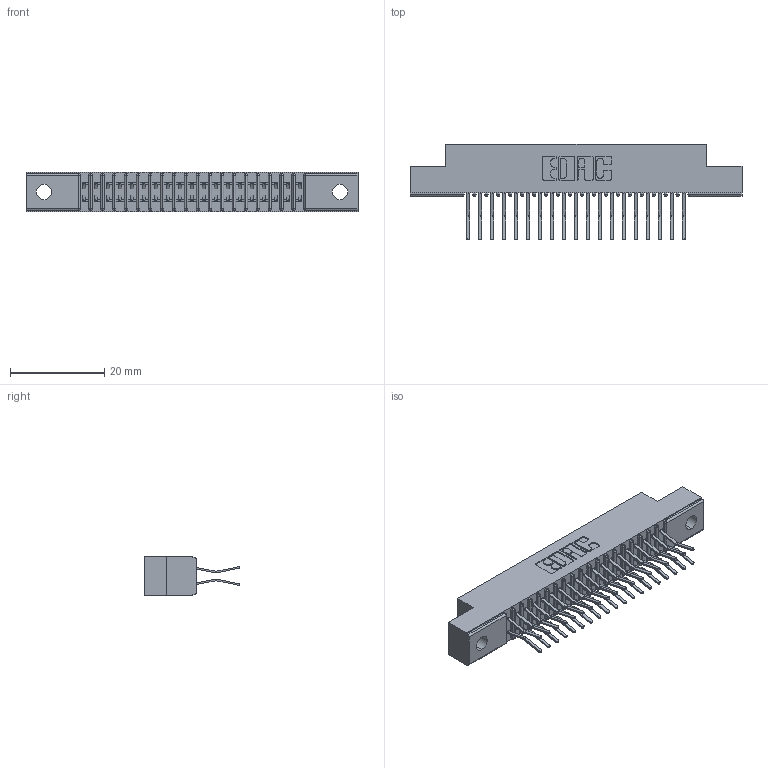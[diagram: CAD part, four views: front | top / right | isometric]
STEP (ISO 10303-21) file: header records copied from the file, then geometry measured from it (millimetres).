
FILE_DESCRIPTION (( 'STEP AP203' ), '1' );
FILE_NAME ('391-038-560-202.STEP', '2018-08-09T00:25:02', ( '' ), ( '' ), 'SwSTEP 2.0', 'SolidWorks 2016', '' );
FILE_SCHEMA (( 'CONFIG_CONTROL_DESIGN' ));
Length unit declared in the file: inch
Products named in the file (3): 341 Part_.128 (3.25) Dia Mounting Holes; 341-292-001_341-292-160; 391-038-560-202
Assembly tree (39 placements, depth 2):
  391-038-560-202
    341 Part_.128 (3.25) Dia Mounting Holes
    341-292-001_341-292-160  x38
Bounding box: 70.48 x 20.37 x 8.38 mm (x, y, z)
Volume: 4018.6 mm3; surface area: 8216.2 mm2
Topology: 39 solids, 39 shells, 2776 faces, 8049 edges, 5222 vertices
Faces by surface type: plane 1588, cylinder 1112, sphere 40, torus 36
Entity records: 26200 total; most frequent: CARTESIAN_POINT 4357, ORIENTED_EDGE 4326, DIRECTION 4249, EDGE_CURVE 2163, VECTOR 1717, LINE 1717, VERTEX_POINT 1374, AXIS2_PLACEMENT_3D 1266
